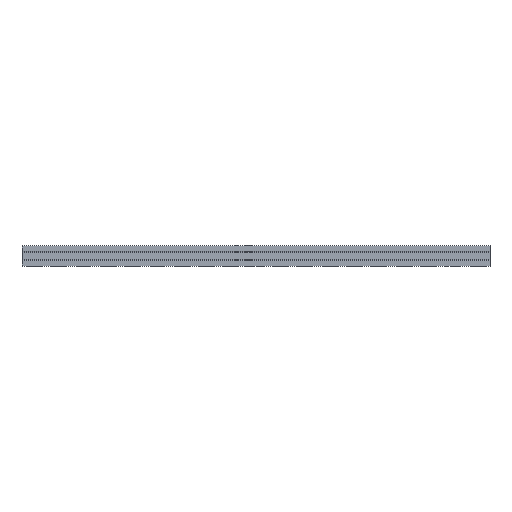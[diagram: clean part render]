
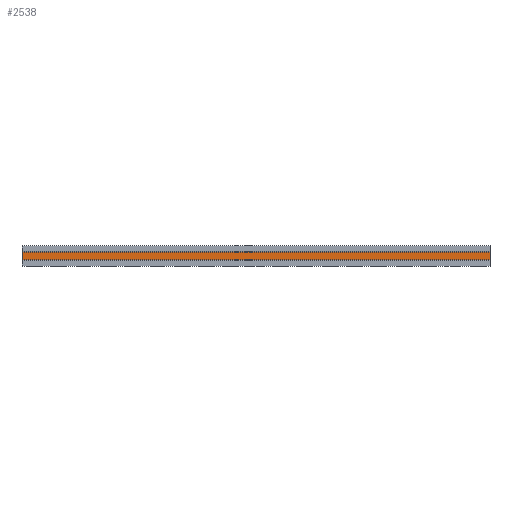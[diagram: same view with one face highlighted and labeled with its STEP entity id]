
A CAD part, top view. The second image highlights one B-rep face of the part: STEP entity #2538.
In plain terms, the highlighted planar face has unit normal (0, 0, 1).
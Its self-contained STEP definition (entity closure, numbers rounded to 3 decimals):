
#325=FACE_OUTER_BOUND('',#481,.T.);
#481=EDGE_LOOP('',(#2144,#2145,#2146,#2147));
#719=LINE('',#4163,#959);
#720=LINE('',#4166,#960);
#721=LINE('',#4168,#961);
#722=LINE('',#4169,#962);
#959=VECTOR('',#3457,10.);
#960=VECTOR('',#3460,10.);
#961=VECTOR('',#3461,10.);
#962=VECTOR('',#3462,10.);
#1194=VERTEX_POINT('',#4159);
#1195=VERTEX_POINT('',#4161);
#1196=VERTEX_POINT('',#4165);
#1197=VERTEX_POINT('',#4167);
#1535=EDGE_CURVE('',#1194,#1195,#719,.T.);
#1536=EDGE_CURVE('',#1196,#1194,#720,.T.);
#1537=EDGE_CURVE('',#1197,#1195,#721,.T.);
#1538=EDGE_CURVE('',#1196,#1197,#722,.T.);
#2144=ORIENTED_EDGE('',*,*,#1536,.T.);
#2145=ORIENTED_EDGE('',*,*,#1535,.T.);
#2146=ORIENTED_EDGE('',*,*,#1537,.F.);
#2147=ORIENTED_EDGE('',*,*,#1538,.F.);
#2303=PLANE('',#2783);
#2538=ADVANCED_FACE('',(#325),#2303,.T.);
#2783=AXIS2_PLACEMENT_3D('',#4164,#3458,#3459);
#3457=DIRECTION('',(1.,0.,0.));
#3458=DIRECTION('center_axis',(0.,0.,1.));
#3459=DIRECTION('ref_axis',(0.,-1.,0.));
#3460=DIRECTION('',(0.,-1.,0.));
#3461=DIRECTION('',(0.,-1.,0.));
#3462=DIRECTION('',(1.,0.,0.));
#4159=CARTESIAN_POINT('',(0.,-8.002,20.15));
#4161=CARTESIAN_POINT('',(950.,-8.002,20.15));
#4163=CARTESIAN_POINT('',(0.,-8.002,20.15));
#4164=CARTESIAN_POINT('Origin',(0.,8.002,20.15));
#4165=CARTESIAN_POINT('',(0.,8.002,20.15));
#4166=CARTESIAN_POINT('',(0.,8.002,20.15));
#4167=CARTESIAN_POINT('',(950.,8.002,20.15));
#4168=CARTESIAN_POINT('',(950.,8.002,20.15));
#4169=CARTESIAN_POINT('',(0.,8.002,20.15));
